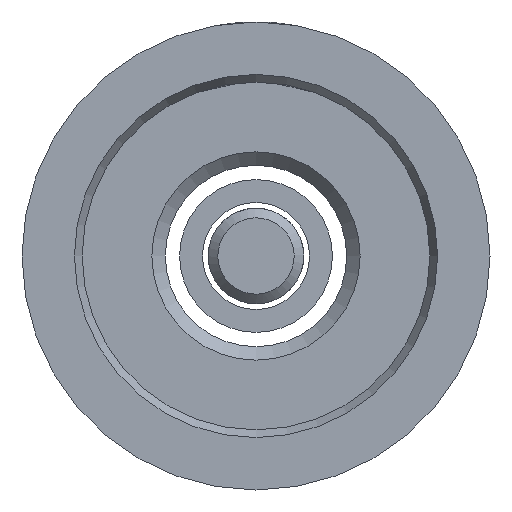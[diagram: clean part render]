
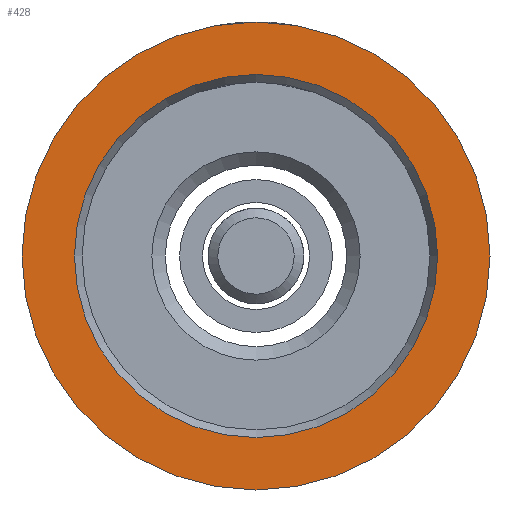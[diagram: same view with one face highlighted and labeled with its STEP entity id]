
A CAD part, left-side view. The second image highlights one B-rep face of the part: STEP entity #428.
In plain terms, the highlighted planar face has unit normal (-1, 0, 0).
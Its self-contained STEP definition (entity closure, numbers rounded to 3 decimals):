
#79=PLANE('',#527);
#102=ORIENTED_EDGE('',*,*,#178,.T.);
#103=ORIENTED_EDGE('',*,*,#176,.F.);
#176=EDGE_CURVE('',#214,#214,#260,.T.);
#178=EDGE_CURVE('',#216,#216,#262,.T.);
#214=VERTEX_POINT('',#730);
#216=VERTEX_POINT('',#735);
#260=CIRCLE('',#525,9.504);
#262=CIRCLE('',#528,12.25);
#290=EDGE_LOOP('',(#102));
#291=EDGE_LOOP('',(#103));
#348=FACE_BOUND('',#290,.T.);
#349=FACE_BOUND('',#291,.T.);
#428=ADVANCED_FACE('',(#348,#349),#79,.T.);
#525=AXIS2_PLACEMENT_3D('',#729,#596,#597);
#527=AXIS2_PLACEMENT_3D('',#733,#600,#601);
#528=AXIS2_PLACEMENT_3D('',#734,#602,#603);
#596=DIRECTION('',(-1.,0.,0.));
#597=DIRECTION('',(0.,0.,1.));
#600=DIRECTION('',(-1.,0.,0.));
#601=DIRECTION('',(0.,0.,1.));
#602=DIRECTION('',(-1.,0.,0.));
#603=DIRECTION('',(0.,0.,1.));
#729=CARTESIAN_POINT('',(0.,0.,0.));
#730=CARTESIAN_POINT('',(0.,0.,9.504));
#733=CARTESIAN_POINT('',(0.,0.,9.504));
#734=CARTESIAN_POINT('',(0.,0.,0.));
#735=CARTESIAN_POINT('',(0.,0.,12.25));
